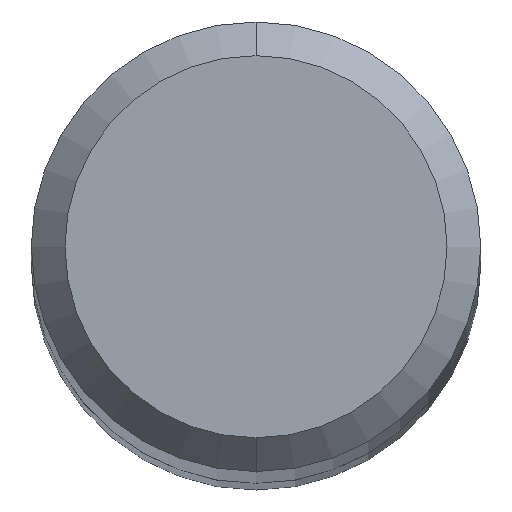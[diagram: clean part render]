
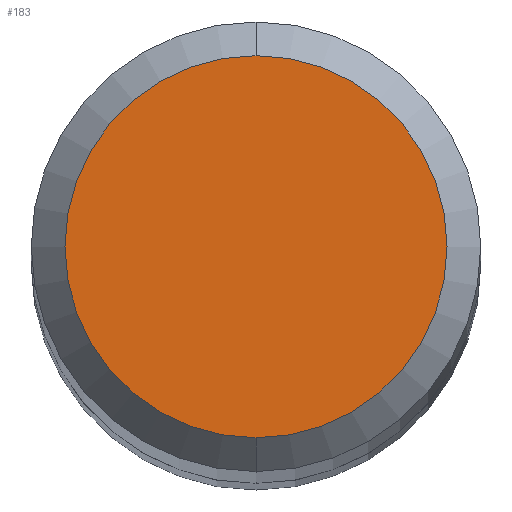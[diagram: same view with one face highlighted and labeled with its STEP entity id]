
A CAD part, top view. The second image highlights one B-rep face of the part: STEP entity #183.
In plain terms, the highlighted planar face has unit normal (0, 0, 1).
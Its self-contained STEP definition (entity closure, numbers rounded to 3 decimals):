
#183=ADVANCED_FACE('',(#460),#461,.T.);
#213=EDGE_CURVE('',#371,#307,#492,.T.);
#307=VERTEX_POINT('',#600);
#371=VERTEX_POINT('',#668);
#375=EDGE_CURVE('',#307,#371,#673,.T.);
#460=FACE_OUTER_BOUND('',#777,.T.);
#461=PLANE('',#778);
#492=CIRCLE('',#836,1.7);
#600=CARTESIAN_POINT('',(0.,-1.7,0.0));
#668=CARTESIAN_POINT('',(0.0,1.7,0.0));
#673=CIRCLE('',#1229,1.7);
#777=EDGE_LOOP('',(#1345,#1346));
#778=AXIS2_PLACEMENT_3D('',#1347,#1348,#1349);
#836=AXIS2_PLACEMENT_3D('',#1361,#1362,#1363);
#1229=AXIS2_PLACEMENT_3D('',#1571,#1572,#1573);
#1345=ORIENTED_EDGE('',*,*,#213,.F.);
#1346=ORIENTED_EDGE('',*,*,#375,.F.);
#1347=CARTESIAN_POINT('',(0.0,0.85,0.0));
#1348=DIRECTION('',(-0.0,0.0,1.0));
#1349=DIRECTION('',(0.0,-1.0,0.0));
#1361=CARTESIAN_POINT('',(0.0,0.0,0.0));
#1362=DIRECTION('',(0.0,0.0,-1.0));
#1363=DIRECTION('',(0.0,1.0,0.0));
#1571=CARTESIAN_POINT('',(0.0,0.0,0.0));
#1572=DIRECTION('',(0.0,0.0,-1.0));
#1573=DIRECTION('',(0.0,1.0,0.0));
